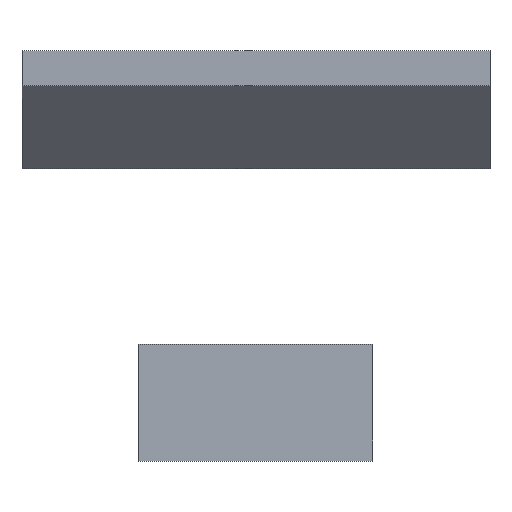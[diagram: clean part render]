
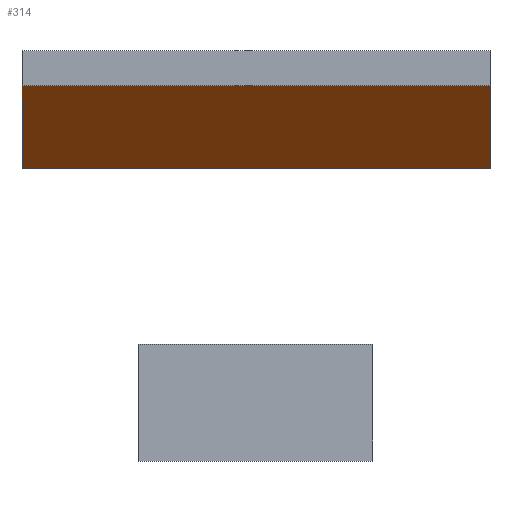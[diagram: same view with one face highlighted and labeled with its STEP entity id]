
A CAD part, top view. The second image highlights one B-rep face of the part: STEP entity #314.
In plain terms, the highlighted planar face has unit normal (0, -0.707, 0.707).
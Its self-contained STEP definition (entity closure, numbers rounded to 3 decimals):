
#286=AXIS2_PLACEMENT_3D('Plane Axis2P3D',#283,#284,#285) ;
#261=CARTESIAN_POINT('Vertex',(-20.,27.071,7.071)) ;
#264=CARTESIAN_POINT('Line Origine',(0.,27.071,7.071)) ;
#268=CARTESIAN_POINT('Vertex',(20.,27.071,7.071)) ;
#283=CARTESIAN_POINT('Axis2P3D Location',(0.,20.,0.)) ;
#289=CARTESIAN_POINT('Line Origine',(-20.,23.536,3.536)) ;
#293=CARTESIAN_POINT('Vertex',(-20.,20.,0.)) ;
#296=CARTESIAN_POINT('Line Origine',(0.,20.,0.)) ;
#300=CARTESIAN_POINT('Vertex',(20.,20.,0.)) ;
#303=CARTESIAN_POINT('Line Origine',(20.,23.536,3.536)) ;
#265=DIRECTION('Vector Direction',(1.,0.,0.)) ;
#284=DIRECTION('Axis2P3D Direction',(0.,0.707,-0.707)) ;
#285=DIRECTION('Axis2P3D XDirection',(0.,0.707,0.707)) ;
#290=DIRECTION('Vector Direction',(0.,0.707,0.707)) ;
#297=DIRECTION('Vector Direction',(1.,0.,0.)) ;
#304=DIRECTION('Vector Direction',(0.,0.707,0.707)) ;
#266=VECTOR('Line Direction',#265,1.) ;
#291=VECTOR('Line Direction',#290,1.) ;
#298=VECTOR('Line Direction',#297,1.) ;
#305=VECTOR('Line Direction',#304,1.) ;
#309=ORIENTED_EDGE('',*,*,#270,.F.) ;
#310=ORIENTED_EDGE('',*,*,#295,.T.) ;
#311=ORIENTED_EDGE('',*,*,#302,.T.) ;
#312=ORIENTED_EDGE('',*,*,#307,.F.) ;
#314=ADVANCED_FACE('\X2\51E04F554F53\X0\.2',(#313),#287,.F.) ;
#270=EDGE_CURVE('',#262,#269,#267,.T.) ;
#295=EDGE_CURVE('',#262,#294,#292,.F.) ;
#302=EDGE_CURVE('',#294,#301,#299,.T.) ;
#307=EDGE_CURVE('',#269,#301,#306,.F.) ;
#308=EDGE_LOOP('',(#309,#310,#311,#312)) ;
#313=FACE_OUTER_BOUND('',#308,.T.) ;
#267=LINE('Line',#264,#266) ;
#292=LINE('Line',#289,#291) ;
#299=LINE('Line',#296,#298) ;
#306=LINE('Line',#303,#305) ;
#287=PLANE('',#286) ;
#262=VERTEX_POINT('',#261) ;
#269=VERTEX_POINT('',#268) ;
#294=VERTEX_POINT('',#293) ;
#301=VERTEX_POINT('',#300) ;
